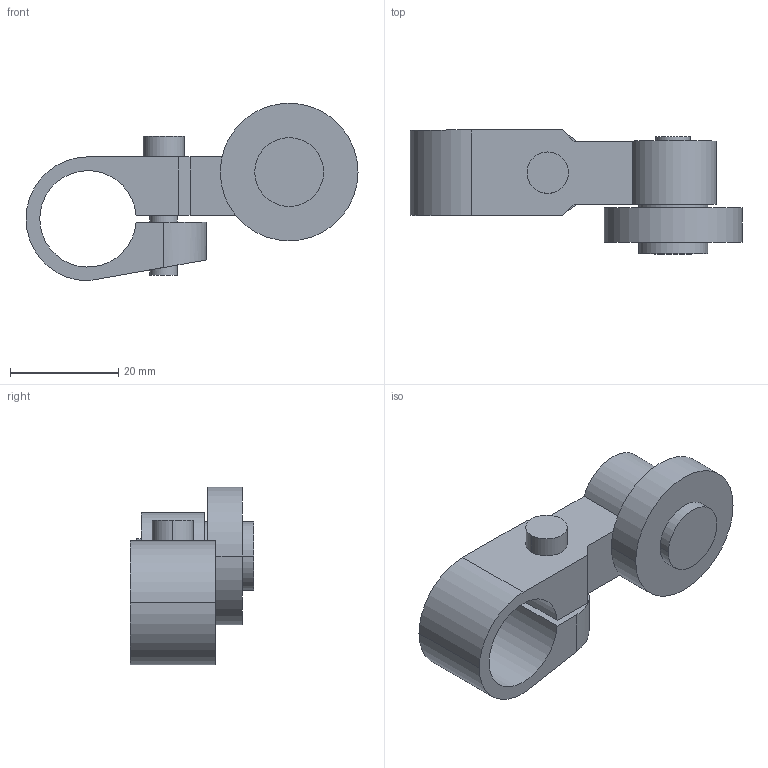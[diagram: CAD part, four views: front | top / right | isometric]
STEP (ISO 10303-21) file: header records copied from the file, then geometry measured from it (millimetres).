
FILE_DESCRIPTION(('STEP AP242'),'1');
FILE_NAME('9007b2.stp','2021-09-28T12:24:29',('TraceParts'),('TraceParts S.A.'),'Spatial InterOp 3D',' ',' ');
FILE_SCHEMA(('AP242_MANAGED_MODEL_BASED_3D_ENGINEERING_MIM_LF {1 0 10303 442 1 1 4}'));
Length unit declared in the file: millimetre
Products named in the file (1): 9007b2
Bounding box: 61.24 x 22.86 x 32.77 mm (x, y, z)
Volume: 13149.9 mm3; surface area: 6069.2 mm2
Topology: 1 solids, 1 shells, 37 faces, 87 edges, 58 vertices
Faces by surface type: cylinder 21, plane 16
Entity records: 1407 total; most frequent: DIRECTION 205, CARTESIAN_POINT 183, ORIENTED_EDGE 174, EDGE_CURVE 87, AXIS2_PLACEMENT_3D 80, VERTEX_POINT 58, EDGE_LOOP 45, LINE 45
